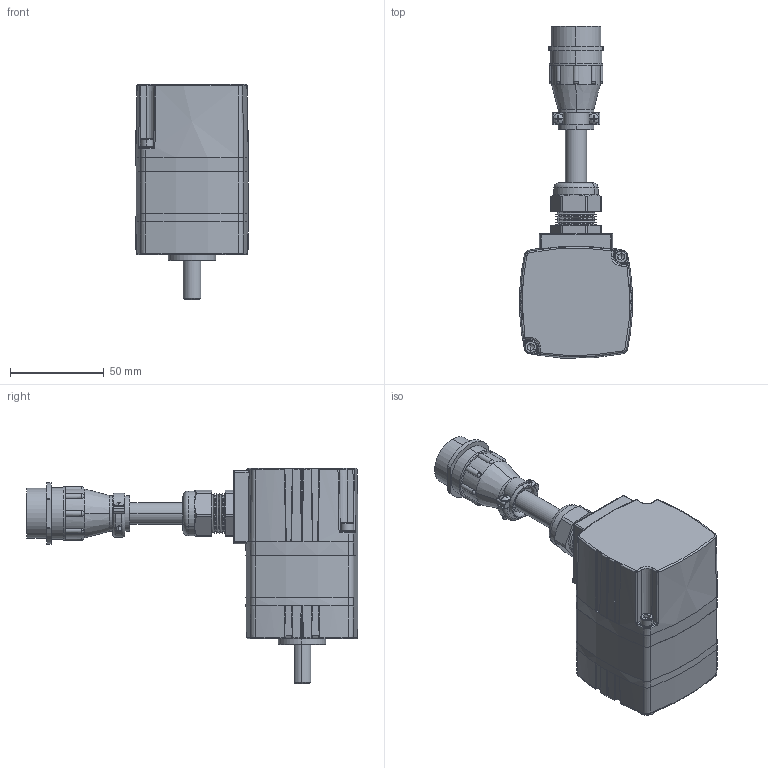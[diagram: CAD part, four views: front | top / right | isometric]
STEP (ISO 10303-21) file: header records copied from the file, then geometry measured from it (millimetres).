
FILE_DESCRIPTION (( 'STEP AP203' ), '1' );
FILE_NAME ('INFM0237.STEP', '2018-05-30T08:14:09', ( '' ), ( '' ), 'SwSTEP 2.0', 'SolidWorks 2017', '' );
FILE_SCHEMA (( 'CONFIG_CONTROL_DESIGN' ));
Length unit declared in the file: inch
Products named in the file (11): 328AZ078_328AZ078; 491AZ018_491AZ018; 57300029_57300029; 51600012_51600012; 328AZ031_328AZ031; 54100151_54100151; 53100022_53100022; INFM0237; 54500017_54500017; 118AZ008_118AZ008; 129AZ025_129AZ025
Assembly tree (12 placements, depth 2):
  INFM0237
    328AZ031_328AZ031
    53100022_53100022
    54500017_54500017
    118AZ008_118AZ008
    129AZ025_129AZ025
    328AZ078_328AZ078
    491AZ018_491AZ018
    57300029_57300029
    51600012_51600012  x2
    54100151_54100151  x2
Bounding box: 60.33 x 177.15 x 114.81 mm (x, y, z)
Volume: 351424.7 mm3; surface area: 70719.4 mm2
Topology: 21 solids, 21 shells, 1172 faces, 2820 edges, 1740 vertices
Faces by surface type: plane 409, cylinder 321, cone 184, bspline 139, torus 115, sphere 4
Entity records: 39374 total; most frequent: CARTESIAN_POINT 12595, ORIENTED_EDGE 5410, DIRECTION 5296, EDGE_CURVE 2705, AXIS2_PLACEMENT_3D 2088, VERTEX_POINT 1685, EDGE_LOOP 1234, ADVANCED_FACE 1133
